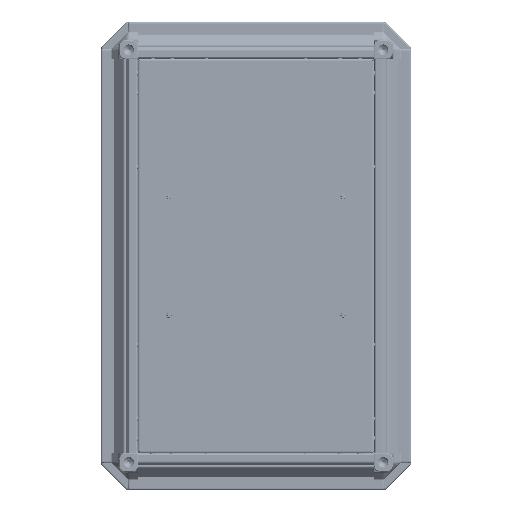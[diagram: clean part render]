
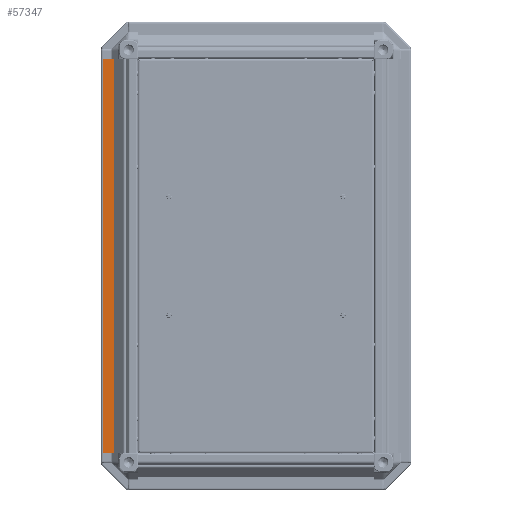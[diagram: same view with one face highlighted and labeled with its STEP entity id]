
A CAD part, front view. The second image highlights one B-rep face of the part: STEP entity #57347.
In plain terms, the highlighted face is planar.
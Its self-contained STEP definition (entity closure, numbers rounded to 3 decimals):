
#217 = EDGE_CURVE ( 'NONE', #38055, #15490, #27907, .T. ) ;
#2311 = CARTESIAN_POINT ( 'NONE',  ( -12.747, 1.707, 0. ) ) ;
#4652 = VERTEX_POINT ( 'NONE', #2311 ) ;
#6021 = CARTESIAN_POINT ( 'NONE',  ( -22.386, -7.932, 0. ) ) ;
#6901 = AXIS2_PLACEMENT_3D ( 'NONE', #6910, #16576, #42818 ) ;
#6910 = CARTESIAN_POINT ( 'NONE',  ( -22.386, -7.932, 498. ) ) ;
#7445 = VECTOR ( 'NONE', #16532, 1000. ) ;
#11032 = PLANE ( 'NONE',  #6901 ) ;
#11472 = ORIENTED_EDGE ( 'NONE', *, *, #46502, .F. ) ;
#12505 = EDGE_CURVE ( 'NONE', #15490, #4652, #38347, .T. ) ;
#13253 = DIRECTION ( 'NONE',  ( 0., 0., -1. ) ) ;
#14227 = VECTOR ( 'NONE', #13253, 1000. ) ;
#15318 = VERTEX_POINT ( 'NONE', #16707 ) ;
#15490 = VERTEX_POINT ( 'NONE', #6021 ) ;
#16532 = DIRECTION ( 'NONE',  ( 0.707, 0.707, 0. ) ) ;
#16576 = DIRECTION ( 'NONE',  ( -0.707, 0.707, 0. ) ) ;
#16707 = CARTESIAN_POINT ( 'NONE',  ( -12.747, 1.707, 498. ) ) ;
#22331 = VECTOR ( 'NONE', #23481, 1000. ) ;
#23481 = DIRECTION ( 'NONE',  ( 0., 0., -1. ) ) ;
#25330 = ORIENTED_EDGE ( 'NONE', *, *, #12505, .T. ) ;
#25410 = CARTESIAN_POINT ( 'NONE',  ( -22.386, -7.932, 0. ) ) ;
#25697 = CARTESIAN_POINT ( 'NONE',  ( -22.386, -7.932, 498. ) ) ;
#27907 = LINE ( 'NONE', #50557, #22331 ) ;
#28684 = EDGE_CURVE ( 'NONE', #38055, #15318, #38636, .T. ) ;
#33433 = FACE_OUTER_BOUND ( 'NONE', #35729, .T. ) ;
#35729 = EDGE_LOOP ( 'NONE', ( #25330, #11472, #40807, #51884 ) ) ;
#38055 = VERTEX_POINT ( 'NONE', #38843 ) ;
#38347 = LINE ( 'NONE', #25410, #38553 ) ;
#38553 = VECTOR ( 'NONE', #51889, 1000. ) ;
#38636 = LINE ( 'NONE', #25697, #7445 ) ;
#38843 = CARTESIAN_POINT ( 'NONE',  ( -22.386, -7.932, 498. ) ) ;
#40807 = ORIENTED_EDGE ( 'NONE', *, *, #28684, .F. ) ;
#42818 = DIRECTION ( 'NONE',  ( -0.707, -0.707, 0. ) ) ;
#46502 = EDGE_CURVE ( 'NONE', #15318, #4652, #49780, .T. ) ;
#49780 = LINE ( 'NONE', #53613, #14227 ) ;
#50557 = CARTESIAN_POINT ( 'NONE',  ( -22.386, -7.932, 498. ) ) ;
#51884 = ORIENTED_EDGE ( 'NONE', *, *, #217, .T. ) ;
#51889 = DIRECTION ( 'NONE',  ( 0.707, 0.707, 0. ) ) ;
#53613 = CARTESIAN_POINT ( 'NONE',  ( -12.747, 1.707, 498. ) ) ;
#57347 = ADVANCED_FACE ( 'NONE', ( #33433 ), #11032, .F. ) ;
